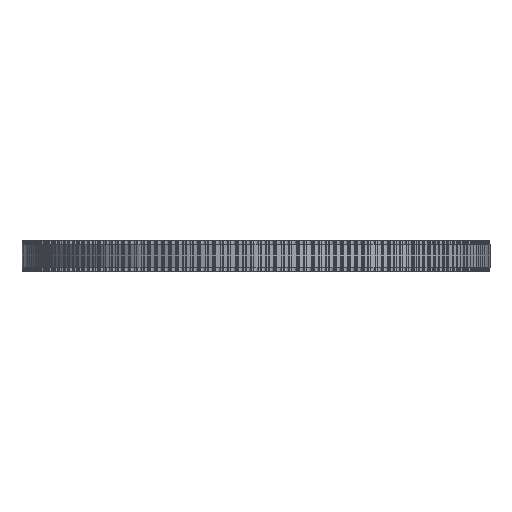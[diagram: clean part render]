
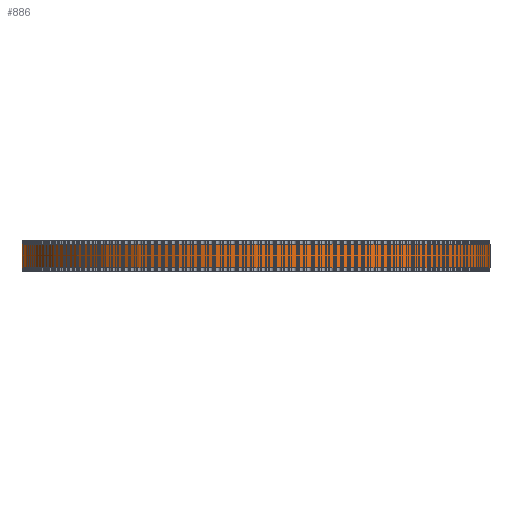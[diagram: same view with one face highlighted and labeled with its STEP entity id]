
A CAD part, front view. The second image highlights one B-rep face of the part: STEP entity #886.
In plain terms, the highlighted cylindrical face has radius 60.797 mm (diameter 121.594 mm), a full revolution.
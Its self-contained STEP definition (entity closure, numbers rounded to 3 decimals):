
#97=FACE_BOUND('',#3184,.T.);
#98=FACE_BOUND('',#3185,.T.);
#886=ADVANCED_FACE('',(#97,#98),#1651,.T.);
#1651=CYLINDRICAL_SURFACE('',#16951,60.797);
#3184=EDGE_LOOP('',(#9298));
#3185=EDGE_LOOP('',(#9299));
#9298=ORIENTED_EDGE('',*,*,#13122,.T.);
#9299=ORIENTED_EDGE('',*,*,#13123,.T.);
#10828=VERTEX_POINT('',#26900);
#10829=VERTEX_POINT('',#26902);
#13122=EDGE_CURVE('',#10828,#10828,#14652,.T.);
#13123=EDGE_CURVE('',#10829,#10829,#14653,.T.);
#14652=CIRCLE('',#16949,60.797);
#14653=CIRCLE('',#16950,60.797);
#16949=AXIS2_PLACEMENT_3D('',#26899,#22306,#22307);
#16950=AXIS2_PLACEMENT_3D('',#26901,#22308,#22309);
#16951=AXIS2_PLACEMENT_3D('',#26903,#22310,#22311);
#22306=DIRECTION('',(0.,0.,1.));
#22307=DIRECTION('',(1.,0.,0.));
#22308=DIRECTION('',(0.,0.,-1.));
#22309=DIRECTION('',(1.,0.,0.));
#22310=DIRECTION('',(0.,0.,1.));
#22311=DIRECTION('',(1.,0.,0.));
#26899=CARTESIAN_POINT('',(0.,0.,1.));
#26900=CARTESIAN_POINT('',(60.797,0.,1.));
#26901=CARTESIAN_POINT('',(0.,0.,7.));
#26902=CARTESIAN_POINT('',(60.797,0.,7.));
#26903=CARTESIAN_POINT('',(0.,0.,1.));
